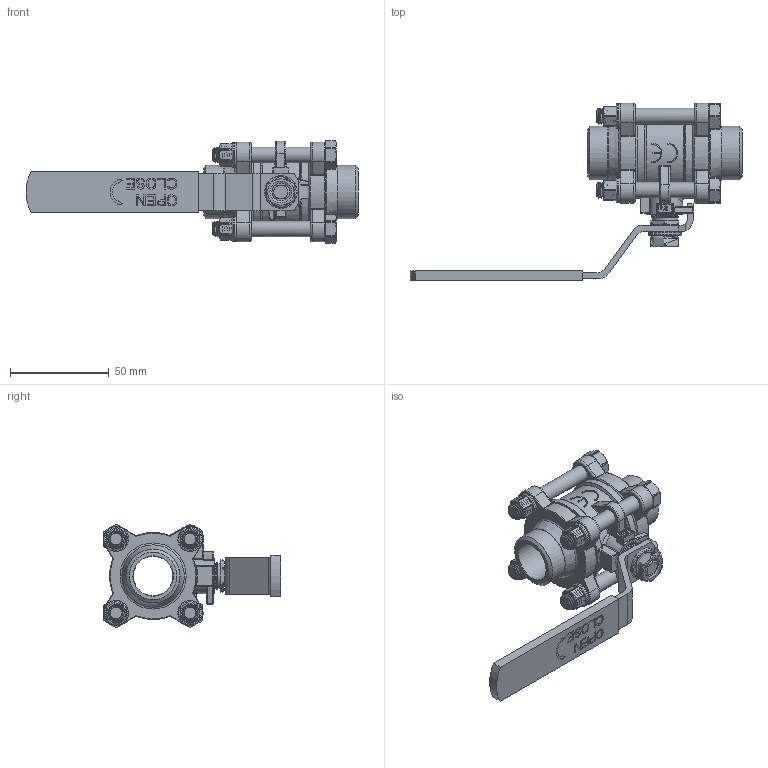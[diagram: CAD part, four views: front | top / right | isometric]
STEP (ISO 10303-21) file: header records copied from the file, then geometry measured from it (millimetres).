
FILE_DESCRIPTION((''),'2;1');
FILE_NAME('913-20.stp','2012-04-16T12:43:05',('gkl'),(''),'Autodesk Inventor 2012','Autodesk Inventor 2012','');
FILE_SCHEMA(('AUTOMOTIVE_DESIGN { 1 0 10303 214 1 1 1 1 }'));
Length unit declared in the file: millimetre
Products named in the file (1): 9120zh-3_asm
Bounding box: 167.75 x 89.81 x 51.93 mm (x, y, z)
Volume: 95440.2 mm3; surface area: 68554.9 mm2
Topology: 29 solids, 29 shells, 1723 faces, 4814 edges, 3193 vertices
Faces by surface type: plane 949, cylinder 426, bspline 136, cone 101, torus 93, sphere 18
Full cylindrical faces by diameter (mm): 8 x48, 8.2 x1, 8.801 x8, 9.5 x4, 10 x2, 12.5 x2, 12.504 x1, 12.7 x1, 13 x2, 13.2 x6, 20 x2, 20.1 x3, 27.128 x2, 30 x4, 33 x2, 35 x4, 39.3 x2, 39.5 x2, 44 x2
Entity records: 80077 total; most frequent: CARTESIAN_POINT 39400, ORIENTED_EDGE 8966, DIRECTION 7643, EDGE_CURVE 4483, VERTEX_POINT 3050, AXIS2_PLACEMENT_3D 2741, VECTOR 2161, LINE 2161
